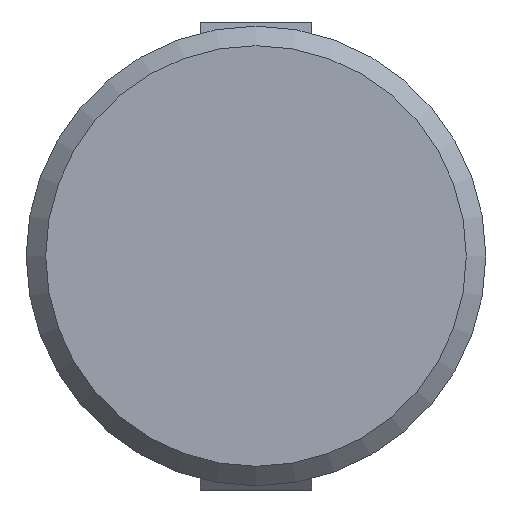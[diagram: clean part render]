
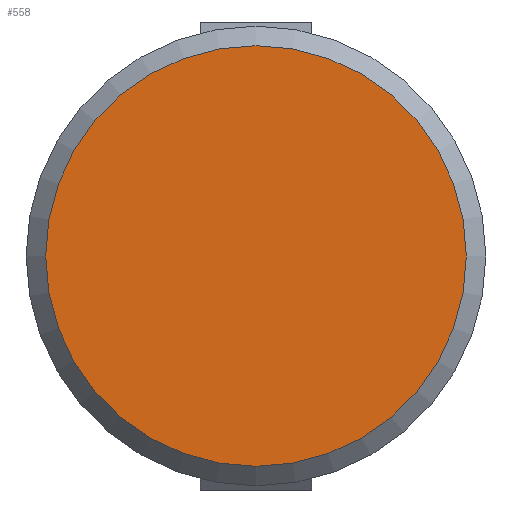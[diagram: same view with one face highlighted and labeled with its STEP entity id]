
A CAD part, front view. The second image highlights one B-rep face of the part: STEP entity #558.
In plain terms, the highlighted planar face has unit normal (0, -1, 0).
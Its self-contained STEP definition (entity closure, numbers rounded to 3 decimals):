
#63 = CONICAL_SURFACE('',#64,8.25,0.785);
#64 = AXIS2_PLACEMENT_3D('',#65,#66,#67);
#65 = CARTESIAN_POINT('',(0.,-11.5,0.)
  );
#66 = DIRECTION('',(0.,1.,0.));
#67 = DIRECTION('',(1.,0.,0.));
#105 = VERTEX_POINT('',#106);
#106 = CARTESIAN_POINT('',(7.55,-12.2,0.));
#127 = EDGE_CURVE('',#105,#105,#128,.T.);
#128 = SURFACE_CURVE('',#129,(#134,#140),.PCURVE_S1.);
#129 = CIRCLE('',#130,7.55);
#130 = AXIS2_PLACEMENT_3D('',#131,#132,#133);
#131 = CARTESIAN_POINT('',(0.,-12.2,0.));
#132 = DIRECTION('',(0.,-1.,0.));
#133 = DIRECTION('',(1.,0.,0.));
#134 = PCURVE('',#63,#135);
#135 = DEFINITIONAL_REPRESENTATION('',(#136),#139);
#136 = B_SPLINE_CURVE_WITH_KNOTS('',1,(#137,#138),.UNSPECIFIED.,.F.,.F.,
  (2,2),(0.,6.283),.PIECEWISE_BEZIER_KNOTS.);
#137 = CARTESIAN_POINT('',(0.,-0.7));
#138 = CARTESIAN_POINT('',(-6.283,-0.7));
#139 = ( GEOMETRIC_REPRESENTATION_CONTEXT(2) 
PARAMETRIC_REPRESENTATION_CONTEXT() REPRESENTATION_CONTEXT('2D SPACE',''
  ) );
#140 = PCURVE('',#141,#146);
#141 = PLANE('',#142);
#142 = AXIS2_PLACEMENT_3D('',#143,#144,#145);
#143 = CARTESIAN_POINT('',(0.,-12.2,0.)
  );
#144 = DIRECTION('',(0.,-1.,0.));
#145 = DIRECTION('',(0.,0.,-1.));
#146 = DEFINITIONAL_REPRESENTATION('',(#147),#151);
#147 = CIRCLE('',#148,7.55);
#148 = AXIS2_PLACEMENT_2D('',#149,#150);
#149 = CARTESIAN_POINT('',(0.,0.));
#150 = DIRECTION('',(0.,1.));
#151 = ( GEOMETRIC_REPRESENTATION_CONTEXT(2) 
PARAMETRIC_REPRESENTATION_CONTEXT() REPRESENTATION_CONTEXT('2D SPACE',''
  ) );
#558 = ADVANCED_FACE('',(#559),#141,.T.);
#559 = FACE_BOUND('',#560,.T.);
#560 = EDGE_LOOP('',(#561));
#561 = ORIENTED_EDGE('',*,*,#127,.T.);
